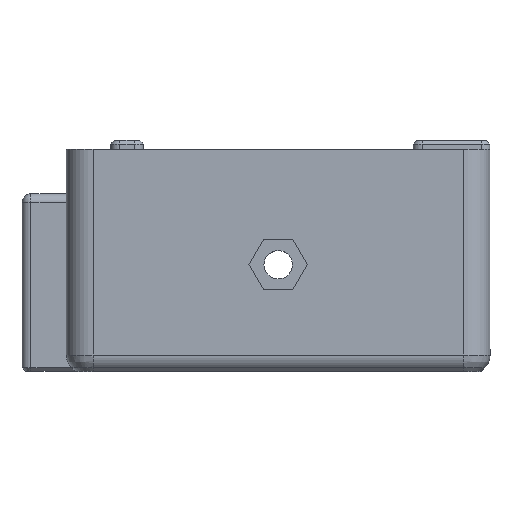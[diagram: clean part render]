
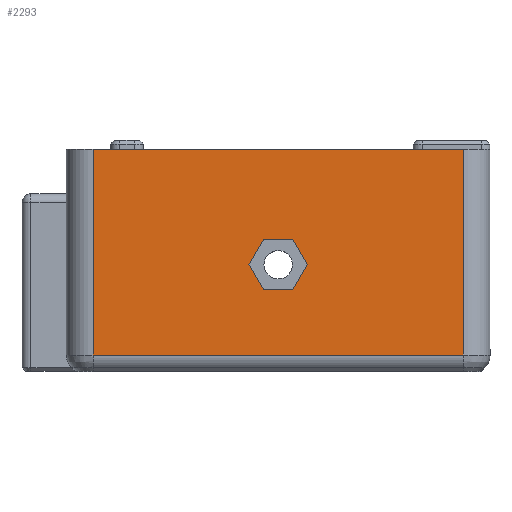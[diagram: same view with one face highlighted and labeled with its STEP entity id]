
A CAD part, top view. The second image highlights one B-rep face of the part: STEP entity #2293.
In plain terms, the highlighted planar face has unit normal (0, 0, 1).
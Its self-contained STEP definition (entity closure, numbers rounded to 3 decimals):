
#123=FACE_BOUND('',#503,.T.);
#359=FACE_OUTER_BOUND('',#502,.T.);
#502=EDGE_LOOP('',(#2019,#2020,#2021,#2022));
#503=EDGE_LOOP('',(#2023,#2024,#2025,#2026,#2027,#2028));
#536=LINE('',#3316,#732);
#539=LINE('',#3321,#735);
#541=LINE('',#3325,#737);
#653=LINE('',#4102,#849);
#679=LINE('',#4218,#875);
#681=LINE('',#4222,#877);
#683=LINE('',#4225,#879);
#703=LINE('',#4288,#899);
#704=LINE('',#4292,#900);
#705=LINE('',#4293,#901);
#732=VECTOR('',#2603,10.);
#735=VECTOR('',#2608,10.);
#737=VECTOR('',#2612,10.);
#849=VECTOR('',#2990,10.);
#875=VECTOR('',#3120,10.);
#877=VECTOR('',#3124,10.);
#879=VECTOR('',#3128,10.);
#899=VECTOR('',#3200,10.);
#900=VECTOR('',#3205,10.);
#901=VECTOR('',#3206,10.);
#928=VERTEX_POINT('',#3313);
#929=VERTEX_POINT('',#3315);
#930=VERTEX_POINT('',#3319);
#931=VERTEX_POINT('',#3323);
#1056=VERTEX_POINT('',#4099);
#1057=VERTEX_POINT('',#4101);
#1095=VERTEX_POINT('',#4217);
#1096=VERTEX_POINT('',#4221);
#1113=VERTEX_POINT('',#4287);
#1114=VERTEX_POINT('',#4291);
#1131=EDGE_CURVE('',#929,#928,#536,.T.);
#1134=EDGE_CURVE('',#928,#930,#539,.T.);
#1136=EDGE_CURVE('',#930,#931,#541,.T.);
#1330=EDGE_CURVE('',#1056,#1057,#653,.T.);
#1387=EDGE_CURVE('',#1095,#929,#679,.T.);
#1389=EDGE_CURVE('',#1096,#1095,#681,.T.);
#1391=EDGE_CURVE('',#931,#1096,#683,.T.);
#1422=EDGE_CURVE('',#1057,#1113,#703,.T.);
#1424=EDGE_CURVE('',#1114,#1056,#704,.T.);
#1425=EDGE_CURVE('',#1113,#1114,#705,.T.);
#2019=ORIENTED_EDGE('',*,*,#1330,.F.);
#2020=ORIENTED_EDGE('',*,*,#1424,.F.);
#2021=ORIENTED_EDGE('',*,*,#1425,.F.);
#2022=ORIENTED_EDGE('',*,*,#1422,.F.);
#2023=ORIENTED_EDGE('',*,*,#1134,.T.);
#2024=ORIENTED_EDGE('',*,*,#1136,.T.);
#2025=ORIENTED_EDGE('',*,*,#1391,.T.);
#2026=ORIENTED_EDGE('',*,*,#1389,.T.);
#2027=ORIENTED_EDGE('',*,*,#1387,.T.);
#2028=ORIENTED_EDGE('',*,*,#1131,.T.);
#2173=PLANE('',#2552);
#2293=ADVANCED_FACE('',(#359,#123),#2173,.T.);
#2552=AXIS2_PLACEMENT_3D('',#4290,#3203,#3204);
#2603=DIRECTION('',(1.,0.,0.));
#2608=DIRECTION('',(0.5,-0.866,0.));
#2612=DIRECTION('',(-0.5,-0.866,0.));
#2990=DIRECTION('',(1.,0.,0.));
#3120=DIRECTION('',(0.5,0.866,0.));
#3124=DIRECTION('',(-0.5,0.866,0.));
#3128=DIRECTION('',(-1.,0.,0.));
#3200=DIRECTION('',(0.,-1.,0.));
#3203=DIRECTION('center_axis',(0.,0.,
1.));
#3204=DIRECTION('ref_axis',(-1.,0.,0.));
#3205=DIRECTION('',(0.,1.,0.));
#3206=DIRECTION('',(-1.,0.,0.));
#3313=CARTESIAN_POINT('',(23.202,11.85,369.));
#3315=CARTESIAN_POINT('',(19.911,11.85,369.));
#3316=CARTESIAN_POINT('',(33.898,11.85,369.));
#3319=CARTESIAN_POINT('',(24.848,9.,369.));
#3321=CARTESIAN_POINT('',(27.445,4.5,369.));
#3323=CARTESIAN_POINT('',(23.202,6.15,369.));
#3325=CARTESIAN_POINT('',(27.186,13.051,369.));
#4099=CARTESIAN_POINT('',(0.707,22.,369.));
#4101=CARTESIAN_POINT('',(42.407,22.,369.));
#4102=CARTESIAN_POINT('',(33.582,22.,369.));
#4217=CARTESIAN_POINT('',(18.266,9.,369.));
#4218=CARTESIAN_POINT('',(21.427,14.476,369.));
#4221=CARTESIAN_POINT('',(19.911,6.15,369.));
#4222=CARTESIAN_POINT('',(23.332,0.225,369.));
#4225=CARTESIAN_POINT('',(35.543,6.15,369.));
#4287=CARTESIAN_POINT('',(42.407,-1.172,369.));
#4288=CARTESIAN_POINT('',(42.407,22.,369.));
#4290=CARTESIAN_POINT('Origin',(45.607,22.,369.));
#4291=CARTESIAN_POINT('',(0.707,-1.172,369.));
#4292=CARTESIAN_POINT('',(0.707,22.,369.));
#4293=CARTESIAN_POINT('',(39.594,-1.172,369.));
